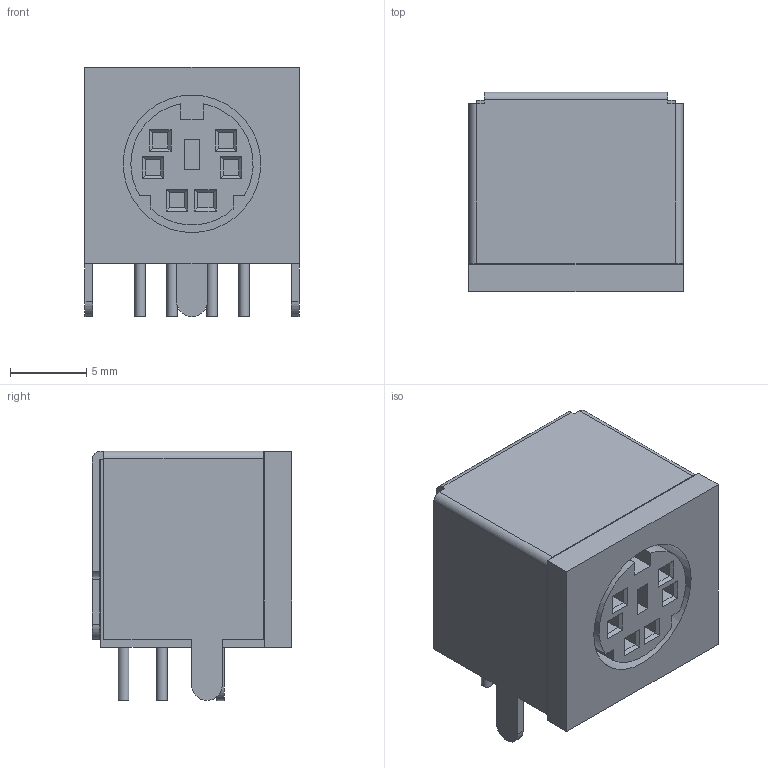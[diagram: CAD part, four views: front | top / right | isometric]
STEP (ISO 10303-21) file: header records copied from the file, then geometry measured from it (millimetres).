
FILE_DESCRIPTION(('HOOPS Exchange Step'),'2;1');
FILE_NAME('export-979F4CAC-BFEB-430B-B4BB-2A25D1F864E8.stp','2025-02-06T11:03:22+01:00',('runds'),('Alibre'),'HOOPS Exchange 2024.5','Alibre','Unknown authorisation');
FILE_SCHEMA( ('AP242_MANAGED_MODEL_BASED_3D_ENGINEERING_MIM_LF {1 0 10303 442 1 1 4 }') );
Length unit declared in the file: millimetre
Products named in the file (1): Conn_Mini_DIN_round_6_canned
Bounding box: 14 x 13.05 x 16.31 mm (x, y, z)
Volume: 2194 mm3; surface area: 1846.9 mm2
Topology: 1 solids, 1 shells, 139 faces, 347 edges, 226 vertices
Faces by surface type: plane 118, cylinder 21
Full cylindrical faces by diameter (mm): 0.7 x6, 9 x1
Entity records: 4229 total; most frequent: CARTESIAN_POINT 714, ORIENTED_EDGE 694, DIRECTION 685, EDGE_CURVE 347, VECTOR 291, LINE 291, VERTEX_POINT 226, AXIS2_PLACEMENT_3D 197
